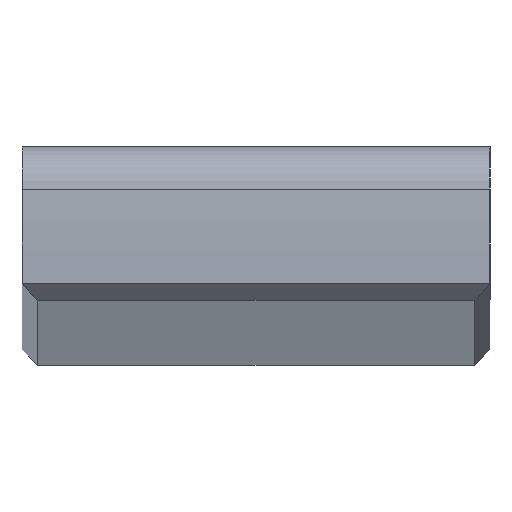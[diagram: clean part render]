
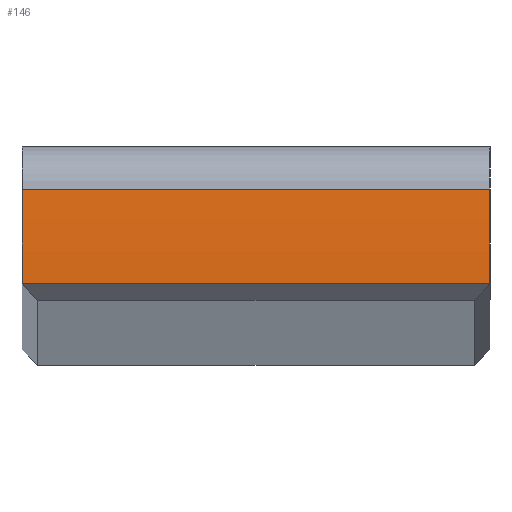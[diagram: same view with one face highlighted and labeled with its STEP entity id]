
A CAD part, left-side view. The second image highlights one B-rep face of the part: STEP entity #146.
In plain terms, the highlighted cylindrical face has radius 70.178 mm (diameter 140.357 mm), a partial arc.
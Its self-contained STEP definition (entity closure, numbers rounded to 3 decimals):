
#32 = EDGE_CURVE('',#33,#35,#37,.T.);
#33 = VERTEX_POINT('',#34);
#34 = CARTESIAN_POINT('',(-144.89,0.,
    31.358));
#35 = VERTEX_POINT('',#36);
#36 = CARTESIAN_POINT('',(-145.178,0.,
    25.294));
#37 = CIRCLE('',#38,70.178);
#38 = AXIS2_PLACEMENT_3D('',#39,#40,#41);
#39 = CARTESIAN_POINT('',(-75.,0.,25.));
#40 = DIRECTION('',(0.,-1.,0.));
#41 = DIRECTION('',(1.,0.,0.));
#146 = ADVANCED_FACE('',(#147),#191,.T.);
#147 = FACE_BOUND('',#148,.F.);
#148 = EDGE_LOOP('',(#149,#150,#158,#167,#176,#184));
#149 = ORIENTED_EDGE('',*,*,#32,.F.);
#150 = ORIENTED_EDGE('',*,*,#151,.T.);
#151 = EDGE_CURVE('',#33,#152,#154,.T.);
#152 = VERTEX_POINT('',#153);
#153 = CARTESIAN_POINT('',(-144.89,-30.,31.358));
#154 = LINE('',#155,#156);
#155 = CARTESIAN_POINT('',(-144.89,0.,
    31.358));
#156 = VECTOR('',#157,1.);
#157 = DIRECTION('',(0.,-1.,0.));
#158 = ORIENTED_EDGE('',*,*,#159,.T.);
#159 = EDGE_CURVE('',#152,#160,#162,.T.);
#160 = VERTEX_POINT('',#161);
#161 = CARTESIAN_POINT('',(-145.178,-30.,25.294));
#162 = CIRCLE('',#163,70.178);
#163 = AXIS2_PLACEMENT_3D('',#164,#165,#166);
#164 = CARTESIAN_POINT('',(-75.,-30.,25.));
#165 = DIRECTION('',(0.,-1.,0.));
#166 = DIRECTION('',(1.,0.,0.));
#167 = ORIENTED_EDGE('',*,*,#168,.F.);
#168 = EDGE_CURVE('',#169,#160,#171,.T.);
#169 = VERTEX_POINT('',#170);
#170 = CARTESIAN_POINT('',(-145.178,-29.998,
    25.292));
#171 = ELLIPSE('',#172,99.247,70.178);
#172 = AXIS2_PLACEMENT_3D('',#173,#174,#175);
#173 = CARTESIAN_POINT('',(-75.,-33.991,25.));
#174 = DIRECTION('',(0.043,0.707,0.706));
#175 = DIRECTION('',(-0.043,0.707,-0.706)
  );
#176 = ORIENTED_EDGE('',*,*,#177,.F.);
#177 = EDGE_CURVE('',#178,#169,#180,.T.);
#178 = VERTEX_POINT('',#179);
#179 = CARTESIAN_POINT('',(-145.178,-0.002,
    25.292));
#180 = LINE('',#181,#182);
#181 = CARTESIAN_POINT('',(-145.178,0.,
    25.292));
#182 = VECTOR('',#183,1.);
#183 = DIRECTION('',(0.,-1.,0.));
#184 = ORIENTED_EDGE('',*,*,#185,.T.);
#185 = EDGE_CURVE('',#178,#35,#186,.T.);
#186 = ELLIPSE('',#187,99.247,70.178);
#187 = AXIS2_PLACEMENT_3D('',#188,#189,#190);
#188 = CARTESIAN_POINT('',(-75.,3.991,25.));
#189 = DIRECTION('',(-0.043,0.707,-0.706)
  );
#190 = DIRECTION('',(0.043,0.707,0.706));
#191 = CYLINDRICAL_SURFACE('',#192,70.178);
#192 = AXIS2_PLACEMENT_3D('',#193,#194,#195);
#193 = CARTESIAN_POINT('',(-75.,0.,25.));
#194 = DIRECTION('',(0.,1.,0.));
#195 = DIRECTION('',(1.,0.,0.));
